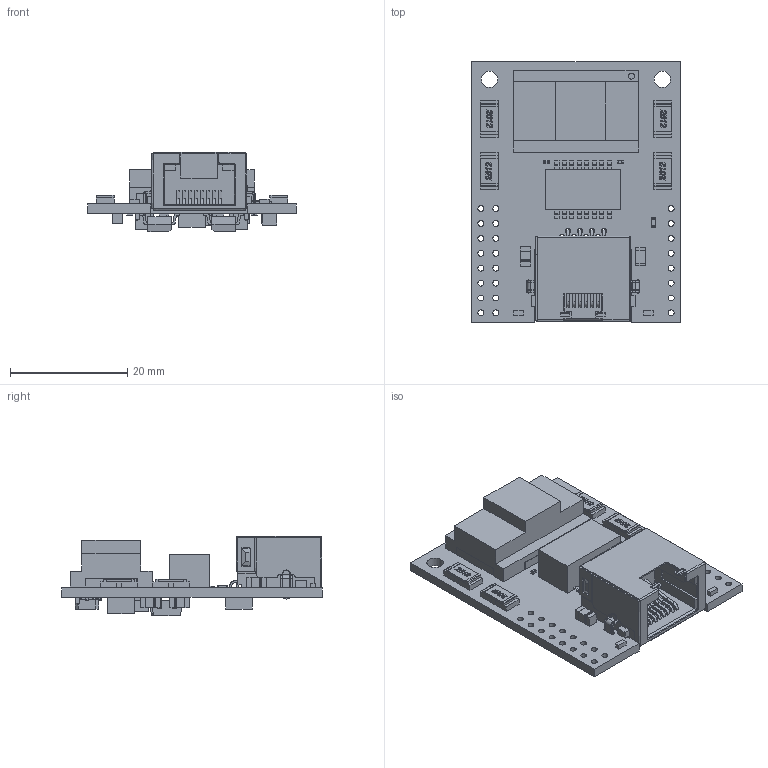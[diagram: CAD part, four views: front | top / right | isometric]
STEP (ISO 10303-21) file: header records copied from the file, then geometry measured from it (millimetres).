
FILE_DESCRIPTION(('Open CASCADE Model'),'2;1');
FILE_NAME('Open CASCADE Shape Model','2023-04-14T12:29:41',('Author'),( 'Open CASCADE'),'Open CASCADE STEP processor 6.8','Open CASCADE 6.8' ,'Unknown');
FILE_SCHEMA(('AUTOMOTIVE_DESIGN { 1 0 10303 214 1 1 1 1 }'));
Length unit declared in the file: millimetre
Products named in the file (67): PCB; Board; Open CASCADE STEP translator 6.8 1.1.1; R1; R1206; C1; CAP_CL31A_SAM; D1; 6278368496; Extruded; R10; R0603; LED1; 6278368816; LED2; C9; C8; C12; L1; RES-0805; L3; L5; L2; L4; L6; C3; 6278368176; C2; C10; R5; RES-0402; R4; R3; R2; D2; 6278368336; R9; SMS-R2512; R8; R7 ...
Assembly tree (88 placements, depth 4):
  PCB
    Board
      Open CASCADE STEP translator 6.8 1.1.1
    R1
      R1206
      R1206
      R1206
      R1206
    C1
      CAP_CL31A_SAM
    D1
      6278368496
        Extruded
    R10
      R0603
      R0603
      R0603
      R0603
    LED1
      6278368816
        Extruded
    LED2
      6278368816
        Extruded
    C9
      CAP_CL31A_SAM
    C8
      CAP_CL31A_SAM
    C12
      CAP_CL31A_SAM
    L1
      RES-0805
    L3
      RES-0805
    L5
      RES-0805
    L2
      RES-0805
    L4
      RES-0805
    L6
      RES-0805
    C3
      6278368176
        Extruded
    C2
      6278368176
        Extruded
    C10
      CAP_CL31A_SAM
    R5
      RES-0402
    R4
      RES-0402
    R3
      RES-0402
    R2
      RES-0402
    D2
      6278368336
Bounding box: 35.6 x 44.4 x 13.56 mm (x, y, z)
Volume: 5925.7 mm3; surface area: 7924.5 mm2
Topology: 98 solids, 98 shells, 2354 faces, 6037 edges, 3878 vertices
Faces by surface type: plane 1361, bspline 642, cylinder 319, sphere 32
Full cylindrical faces by diameter (mm): 0.9 x8, 1.016 x24, 1.038 x1, 1.15 x8, 2.8 x2
Entity records: 51621 total; most frequent: CARTESIAN_POINT 14967, ORIENTED_EDGE 7174, DIRECTION 4547, EDGE_CURVE 3587, VERTEX_POINT 2330, LINE 1835, VECTOR 1835, FACE_BOUND 1533
